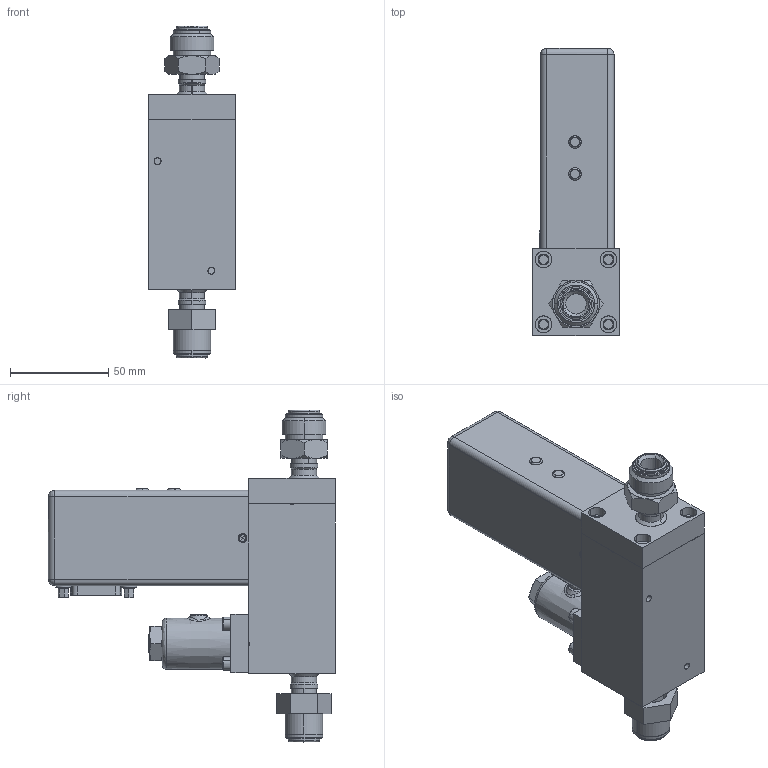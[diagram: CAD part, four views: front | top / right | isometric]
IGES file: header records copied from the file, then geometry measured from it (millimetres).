
Start section: SolidWorks IGES file using analytic representation for surfaces
Global section: file name: 5851EMH-1-K.IGS; native system: SolidWorks 2019; preprocessor: SolidWorks 2019; author: cfehr; date: 190531.141406; units: inch
Bounding box: 44.17 x 145.82 x 168.63 mm (x, y, z)
Surface area: 95936 mm2 (no closed solid volume)
Topology: 0 solids, 0 shells, 813 faces, 11766 edges, 11754 vertices
Faces by surface type: revolution 413, bspline 400
